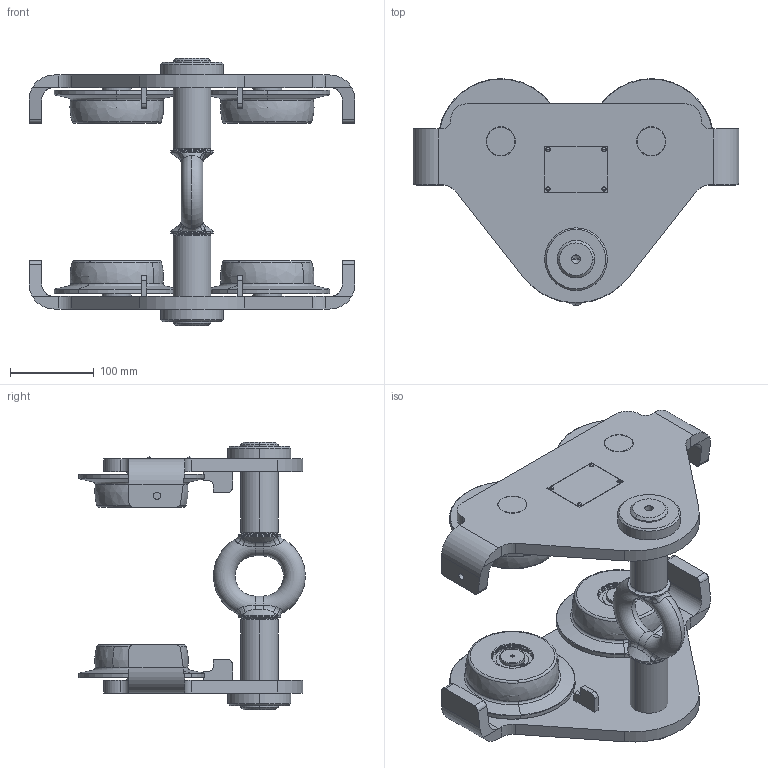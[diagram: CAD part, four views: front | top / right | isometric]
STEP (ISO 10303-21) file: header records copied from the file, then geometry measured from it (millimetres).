
FILE_DESCRIPTION (( 'STEP AP203' ), '1' );
FILE_NAME ('HTP 3t.STEP', '2010-11-17T07:49:23', ( 'Yale Industrial Products GmbH' ), ( 'Yale Industrial Products GmbH' ), 'SwSTEP 2.0', 'SolidWorks 2010', '' );
FILE_SCHEMA (( 'CONFIG_CONTROL_DESIGN' ));
Length unit declared in the file: millimetre
Products named in the file (1): HTP 3t
Bounding box: 390 x 270.89 x 320 mm (x, y, z)
Volume: 4150691.5 mm3; surface area: 659396.8 mm2
Topology: 30 solids, 30 shells, 734 faces, 1720 edges, 1070 vertices
Faces by surface type: cylinder 276, plane 206, cone 112, torus 88, bspline 36, sphere 16
Entity records: 23735 total; most frequent: CARTESIAN_POINT 6517, DIRECTION 3898, ORIENTED_EDGE 3360, EDGE_CURVE 1680, AXIS2_PLACEMENT_3D 1615, VERTEX_POINT 1058, CIRCLE 916, EDGE_LOOP 848
